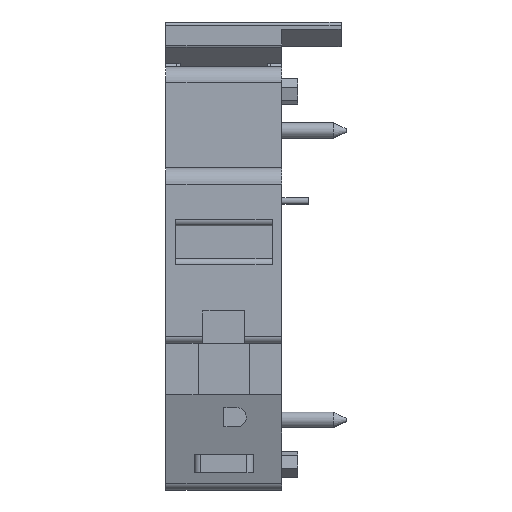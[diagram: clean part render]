
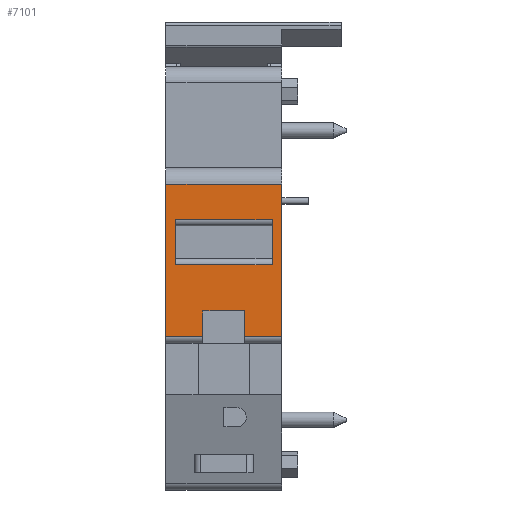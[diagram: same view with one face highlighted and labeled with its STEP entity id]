
A CAD part, front view. The second image highlights one B-rep face of the part: STEP entity #7101.
In plain terms, the highlighted planar face has unit normal (0, -1, 0).
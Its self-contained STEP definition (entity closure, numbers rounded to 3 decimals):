
#113 = CARTESIAN_POINT ( 'NONE',  ( -18.362, -21.626, 14.216 ) ) ;
#121 = EDGE_CURVE ( 'NONE', #1750, #6910, #1708, .T. ) ;
#416 = DIRECTION ( 'NONE',  ( 1., 0., 0. ) ) ;
#502 = LINE ( 'NONE', #9764, #538 ) ;
#538 = VECTOR ( 'NONE', #8982, 1000. ) ;
#656 = VECTOR ( 'NONE', #2766, 1000. ) ;
#801 = ORIENTED_EDGE ( 'NONE', *, *, #4263, .T. ) ;
#814 = VERTEX_POINT ( 'NONE', #4899 ) ;
#1123 = ORIENTED_EDGE ( 'NONE', *, *, #4318, .T. ) ;
#1172 = VECTOR ( 'NONE', #1276, 1000. ) ;
#1186 = VECTOR ( 'NONE', #9667, 1000. ) ;
#1199 = ORIENTED_EDGE ( 'NONE', *, *, #4705, .F. ) ;
#1276 = DIRECTION ( 'NONE',  ( 0., 0., -1. ) ) ;
#1321 = CARTESIAN_POINT ( 'NONE',  ( -18.362, -21.626, -11.984 ) ) ;
#1347 = AXIS2_PLACEMENT_3D ( 'NONE', #7118, #2404, #7890 ) ;
#1355 = VECTOR ( 'NONE', #7353, 1000. ) ;
#1616 = CARTESIAN_POINT ( 'NONE',  ( -18.362, -21.626, 11.716 ) ) ;
#1697 = LINE ( 'NONE', #8897, #4082 ) ;
#1703 = CARTESIAN_POINT ( 'NONE',  ( -36.362, -21.626, 11.716 ) ) ;
#1708 = LINE ( 'NONE', #6047, #1172 ) ;
#1750 = VERTEX_POINT ( 'NONE', #1703 ) ;
#1971 = CARTESIAN_POINT ( 'NONE',  ( -18.362, -21.626, -11.984 ) ) ;
#2155 = CARTESIAN_POINT ( 'NONE',  ( -24.112, -21.626, -11.984 ) ) ;
#2326 = VECTOR ( 'NONE', #4273, 1000. ) ;
#2404 = DIRECTION ( 'NONE',  ( 0., 1., 0. ) ) ;
#2504 = CARTESIAN_POINT ( 'NONE',  ( -34.862, -21.626, 6.216 ) ) ;
#2555 = LINE ( 'NONE', #3447, #2326 ) ;
#2562 = DIRECTION ( 'NONE',  ( -1., 0., 0. ) ) ;
#2592 = VERTEX_POINT ( 'NONE', #3551 ) ;
#2764 = VERTEX_POINT ( 'NONE', #4657 ) ;
#2766 = DIRECTION ( 'NONE',  ( 1., 0., 0. ) ) ;
#2796 = LINE ( 'NONE', #5126, #5803 ) ;
#3447 = CARTESIAN_POINT ( 'NONE',  ( -18.362, -21.626, -0.784 ) ) ;
#3477 = CARTESIAN_POINT ( 'NONE',  ( -24.112, -21.626, -12.984 ) ) ;
#3521 = VERTEX_POINT ( 'NONE', #6867 ) ;
#3547 = CARTESIAN_POINT ( 'NONE',  ( -19.862, -21.626, -0.784 ) ) ;
#3551 = CARTESIAN_POINT ( 'NONE',  ( -30.612, -21.626, -7.984 ) ) ;
#3610 = FACE_OUTER_BOUND ( 'NONE', #5896, .T. ) ;
#3953 = LINE ( 'NONE', #1971, #656 ) ;
#4018 = ORIENTED_EDGE ( 'NONE', *, *, #4353, .T. ) ;
#4082 = VECTOR ( 'NONE', #5068, 1000. ) ;
#4085 = CARTESIAN_POINT ( 'NONE',  ( -30.612, -21.626, -12.984 ) ) ;
#4122 = CARTESIAN_POINT ( 'NONE',  ( -30.612, -21.626, -7.984 ) ) ;
#4132 = VERTEX_POINT ( 'NONE', #2504 ) ;
#4241 = ORIENTED_EDGE ( 'NONE', *, *, #4288, .F. ) ;
#4263 = EDGE_CURVE ( 'NONE', #5153, #6328, #8286, .T. ) ;
#4273 = DIRECTION ( 'NONE',  ( -1., 0., 0. ) ) ;
#4278 = EDGE_CURVE ( 'NONE', #5153, #2764, #4793, .T. ) ;
#4288 = EDGE_CURVE ( 'NONE', #4314, #3521, #1697, .T. ) ;
#4297 = EDGE_CURVE ( 'NONE', #4314, #814, #2555, .T. ) ;
#4314 = VERTEX_POINT ( 'NONE', #3547 ) ;
#4316 = EDGE_CURVE ( 'NONE', #7056, #1750, #2796, .T. ) ;
#4318 = EDGE_CURVE ( 'NONE', #6910, #6554, #3953, .T. ) ;
#4330 = DIRECTION ( 'NONE',  ( -1., 0., 0. ) ) ;
#4341 = EDGE_CURVE ( 'NONE', #4132, #814, #502, .T. ) ;
#4353 = EDGE_CURVE ( 'NONE', #4132, #3521, #4409, .T. ) ;
#4409 = LINE ( 'NONE', #5183, #5290 ) ;
#4608 = VECTOR ( 'NONE', #2562, 1000. ) ;
#4624 = EDGE_LOOP ( 'NONE', ( #4241, #9345, #6407, #4018 ) ) ;
#4657 = CARTESIAN_POINT ( 'NONE',  ( -24.112, -21.626, -7.984 ) ) ;
#4705 = EDGE_CURVE ( 'NONE', #2592, #6554, #4974, .T. ) ;
#4719 = CARTESIAN_POINT ( 'NONE',  ( -30.612, -21.626, -11.984 ) ) ;
#4737 = EDGE_CURVE ( 'NONE', #2764, #2592, #4839, .T. ) ;
#4793 = LINE ( 'NONE', #3477, #1186 ) ;
#4839 = LINE ( 'NONE', #4122, #4608 ) ;
#4850 = VECTOR ( 'NONE', #8009, 1000. ) ;
#4899 = CARTESIAN_POINT ( 'NONE',  ( -34.862, -21.626, -0.784 ) ) ;
#4974 = LINE ( 'NONE', #4085, #4850 ) ;
#5068 = DIRECTION ( 'NONE',  ( 0., 0., 1. ) ) ;
#5126 = CARTESIAN_POINT ( 'NONE',  ( -18.362, -21.626, 11.716 ) ) ;
#5153 = VERTEX_POINT ( 'NONE', #2155 ) ;
#5183 = CARTESIAN_POINT ( 'NONE',  ( -18.362, -21.626, 6.216 ) ) ;
#5276 = EDGE_CURVE ( 'NONE', #7056, #6328, #5849, .T. ) ;
#5290 = VECTOR ( 'NONE', #416, 1000. ) ;
#5316 = CARTESIAN_POINT ( 'NONE',  ( -36.362, -21.626, -11.984 ) ) ;
#5777 = ORIENTED_EDGE ( 'NONE', *, *, #5276, .F. ) ;
#5803 = VECTOR ( 'NONE', #4330, 1000. ) ;
#5849 = LINE ( 'NONE', #113, #6149 ) ;
#5896 = EDGE_LOOP ( 'NONE', ( #5777, #10097, #9976, #1123, #1199, #9292, #7548, #801 ) ) ;
#6047 = CARTESIAN_POINT ( 'NONE',  ( -36.362, -21.626, 14.216 ) ) ;
#6149 = VECTOR ( 'NONE', #6453, 1000. ) ;
#6328 = VERTEX_POINT ( 'NONE', #1321 ) ;
#6407 = ORIENTED_EDGE ( 'NONE', *, *, #4341, .F. ) ;
#6453 = DIRECTION ( 'NONE',  ( 0., 0., -1. ) ) ;
#6554 = VERTEX_POINT ( 'NONE', #4719 ) ;
#6774 = FACE_BOUND ( 'NONE', #4624, .T. ) ;
#6867 = CARTESIAN_POINT ( 'NONE',  ( -19.862, -21.626, 6.216 ) ) ;
#6910 = VERTEX_POINT ( 'NONE', #5316 ) ;
#7056 = VERTEX_POINT ( 'NONE', #1616 ) ;
#7101 = ADVANCED_FACE ( 'NONE', ( #6774, #3610 ), #9417, .F. ) ;
#7118 = CARTESIAN_POINT ( 'NONE',  ( -18.362, -21.626, 14.216 ) ) ;
#7353 = DIRECTION ( 'NONE',  ( 1., 0., 0. ) ) ;
#7548 = ORIENTED_EDGE ( 'NONE', *, *, #4278, .F. ) ;
#7890 = DIRECTION ( 'NONE',  ( 0., 0., 1. ) ) ;
#8009 = DIRECTION ( 'NONE',  ( 0., 0., -1. ) ) ;
#8286 = LINE ( 'NONE', #8841, #1355 ) ;
#8841 = CARTESIAN_POINT ( 'NONE',  ( -18.362, -21.626, -11.984 ) ) ;
#8897 = CARTESIAN_POINT ( 'NONE',  ( -19.862, -21.626, 5.216 ) ) ;
#8982 = DIRECTION ( 'NONE',  ( 0., 0., -1. ) ) ;
#9292 = ORIENTED_EDGE ( 'NONE', *, *, #4737, .F. ) ;
#9345 = ORIENTED_EDGE ( 'NONE', *, *, #4297, .T. ) ;
#9417 = PLANE ( 'NONE',  #1347 ) ;
#9667 = DIRECTION ( 'NONE',  ( 0., 0., 1. ) ) ;
#9764 = CARTESIAN_POINT ( 'NONE',  ( -34.862, -21.626, 5.216 ) ) ;
#9976 = ORIENTED_EDGE ( 'NONE', *, *, #121, .T. ) ;
#10097 = ORIENTED_EDGE ( 'NONE', *, *, #4316, .T. ) ;
